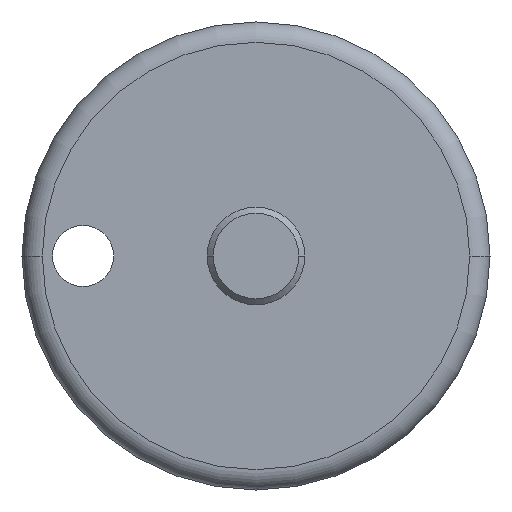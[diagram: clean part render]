
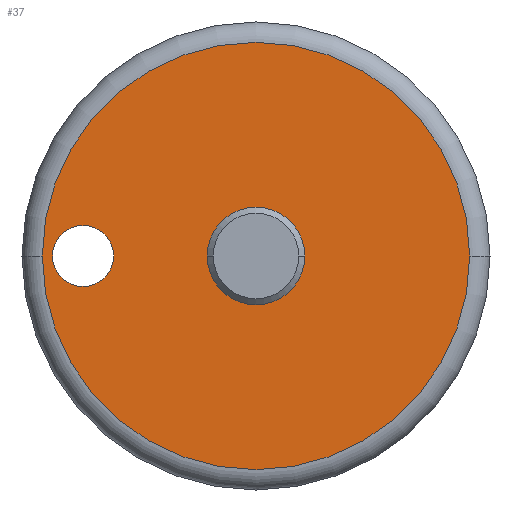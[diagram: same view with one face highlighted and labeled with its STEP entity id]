
A CAD part, left-side view. The second image highlights one B-rep face of the part: STEP entity #37.
In plain terms, the highlighted planar face has unit normal (-1, 0, 0).
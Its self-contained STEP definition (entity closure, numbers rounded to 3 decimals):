
#19 = CIRCLE ( 'NONE', #222, 10.5 ) ;
#23 = CARTESIAN_POINT ( 'NONE',  ( -62.681, 0.721, 0. ) ) ;
#37 = ADVANCED_FACE ( 'NONE', ( #964, #807, #397 ), #231, .F. ) ;
#40 = ORIENTED_EDGE ( 'NONE', *, *, #871, .T. ) ;
#56 = ORIENTED_EDGE ( 'NONE', *, *, #457, .F. ) ;
#93 = CARTESIAN_POINT ( 'NONE',  ( -62.681, 0.721, 0. ) ) ;
#100 = DIRECTION ( 'NONE',  ( 0., 1., 0. ) ) ;
#154 = VERTEX_POINT ( 'NONE', #325 ) ;
#194 = CARTESIAN_POINT ( 'NONE',  ( -62.681, -9.779, 0. ) ) ;
#222 = AXIS2_PLACEMENT_3D ( 'NONE', #23, #583, #587 ) ;
#231 = PLANE ( 'NONE',  #275 ) ;
#275 = AXIS2_PLACEMENT_3D ( 'NONE', #559, #552, #318 ) ;
#318 = DIRECTION ( 'NONE',  ( 0., 1., 0. ) ) ;
#325 = CARTESIAN_POINT ( 'NONE',  ( -62.681, 3.121, 0. ) ) ;
#326 = CARTESIAN_POINT ( 'NONE',  ( -62.681, -1.679, 0. ) ) ;
#330 = EDGE_CURVE ( 'NONE', #350, #759, #19, .T. ) ;
#348 = CIRCLE ( 'NONE', #360, 1.5 ) ;
#350 = VERTEX_POINT ( 'NONE', #194 ) ;
#356 = EDGE_CURVE ( 'NONE', #759, #350, #660, .T. ) ;
#360 = AXIS2_PLACEMENT_3D ( 'NONE', #575, #499, #100 ) ;
#396 = AXIS2_PLACEMENT_3D ( 'NONE', #93, #808, #417 ) ;
#397 = FACE_BOUND ( 'NONE', #1037, .T. ) ;
#405 = ORIENTED_EDGE ( 'NONE', *, *, #330, .T. ) ;
#417 = DIRECTION ( 'NONE',  ( 0., -1., 0. ) ) ;
#457 = EDGE_CURVE ( 'NONE', #154, #510, #832, .T. ) ;
#496 = CIRCLE ( 'NONE', #960, 1.5 ) ;
#499 = DIRECTION ( 'NONE',  ( 1., 0., 0. ) ) ;
#504 = DIRECTION ( 'NONE',  ( -1., 0., 0. ) ) ;
#510 = VERTEX_POINT ( 'NONE', #326 ) ;
#515 = CARTESIAN_POINT ( 'NONE',  ( -62.681, 0.721, 0. ) ) ;
#527 = CARTESIAN_POINT ( 'NONE',  ( -62.681, 7.721, 0. ) ) ;
#530 = EDGE_LOOP ( 'NONE', ( #613, #40 ) ) ;
#543 = CIRCLE ( 'NONE', #707, 2.4 ) ;
#552 = DIRECTION ( 'NONE',  ( 1., 0., 0. ) ) ;
#559 = CARTESIAN_POINT ( 'NONE',  ( -62.681, 12.221, 0. ) ) ;
#572 = DIRECTION ( 'NONE',  ( 0., -1., 0. ) ) ;
#575 = CARTESIAN_POINT ( 'NONE',  ( -62.681, 9.221, 0. ) ) ;
#583 = DIRECTION ( 'NONE',  ( -1., 0., 0. ) ) ;
#587 = DIRECTION ( 'NONE',  ( 0., 1., 0. ) ) ;
#595 = EDGE_CURVE ( 'NONE', #510, #154, #543, .T. ) ;
#613 = ORIENTED_EDGE ( 'NONE', *, *, #898, .T. ) ;
#615 = ORIENTED_EDGE ( 'NONE', *, *, #595, .F. ) ;
#620 = CARTESIAN_POINT ( 'NONE',  ( -62.681, 10.721, 0. ) ) ;
#642 = CARTESIAN_POINT ( 'NONE',  ( -62.681, 9.221, 0. ) ) ;
#651 = CARTESIAN_POINT ( 'NONE',  ( -62.681, 11.221, 0. ) ) ;
#655 = DIRECTION ( 'NONE',  ( -1., 0., 0. ) ) ;
#660 = CIRCLE ( 'NONE', #844, 10.5 ) ;
#707 = AXIS2_PLACEMENT_3D ( 'NONE', #987, #655, #572 ) ;
#759 = VERTEX_POINT ( 'NONE', #651 ) ;
#807 = FACE_OUTER_BOUND ( 'NONE', #925, .T. ) ;
#808 = DIRECTION ( 'NONE',  ( -1., 0., 0. ) ) ;
#821 = DIRECTION ( 'NONE',  ( 0., 1., 0. ) ) ;
#832 = CIRCLE ( 'NONE', #396, 2.4 ) ;
#844 = AXIS2_PLACEMENT_3D ( 'NONE', #515, #504, #821 ) ;
#871 = EDGE_CURVE ( 'NONE', #991, #932, #348, .T. ) ;
#898 = EDGE_CURVE ( 'NONE', #932, #991, #496, .T. ) ;
#925 = EDGE_LOOP ( 'NONE', ( #1017, #405 ) ) ;
#932 = VERTEX_POINT ( 'NONE', #620 ) ;
#960 = AXIS2_PLACEMENT_3D ( 'NONE', #642, #1042, #1049 ) ;
#964 = FACE_BOUND ( 'NONE', #530, .T. ) ;
#987 = CARTESIAN_POINT ( 'NONE',  ( -62.681, 0.721, 0. ) ) ;
#991 = VERTEX_POINT ( 'NONE', #527 ) ;
#1017 = ORIENTED_EDGE ( 'NONE', *, *, #356, .T. ) ;
#1037 = EDGE_LOOP ( 'NONE', ( #615, #56 ) ) ;
#1042 = DIRECTION ( 'NONE',  ( 1., 0., 0. ) ) ;
#1049 = DIRECTION ( 'NONE',  ( 0., 1., 0. ) ) ;
